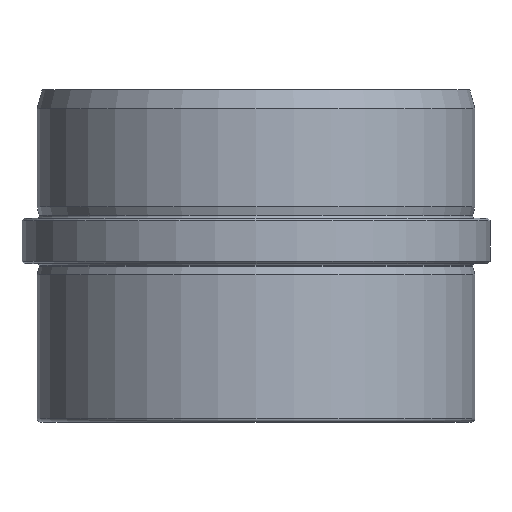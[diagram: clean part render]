
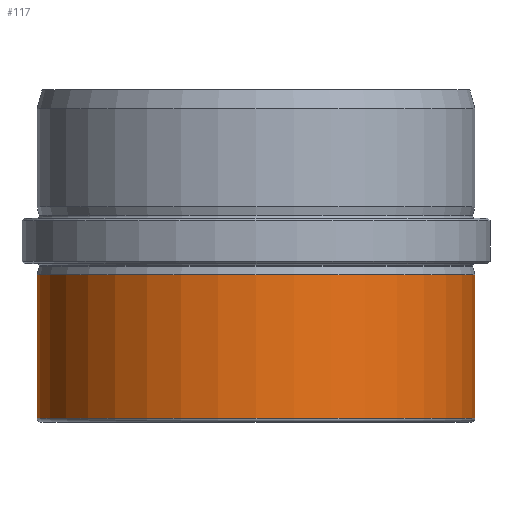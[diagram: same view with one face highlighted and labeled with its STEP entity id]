
A CAD part, front view. The second image highlights one B-rep face of the part: STEP entity #117.
In plain terms, the highlighted cylindrical face has radius 29 mm (diameter 58 mm), a partial arc.
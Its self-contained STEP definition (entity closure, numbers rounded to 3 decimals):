
#117=ADVANCED_FACE('',(#236),#237,.T.);
#236=FACE_OUTER_BOUND('',#356,.T.);
#237=CYLINDRICAL_SURFACE('',#357,29.0);
#356=EDGE_LOOP('',(#609,#610,#611,#612));
#357=AXIS2_PLACEMENT_3D('',#613,#614,#615);
#609=ORIENTED_EDGE('',*,*,#694,.T.);
#610=ORIENTED_EDGE('',*,*,#752,.T.);
#611=ORIENTED_EDGE('',*,*,#696,.T.);
#612=ORIENTED_EDGE('',*,*,#710,.T.);
#613=CARTESIAN_POINT('',(0.0,0.0,-6.25));
#614=DIRECTION('',(0.0,0.0,1.0));
#615=DIRECTION('',(1.0,0.0,0.0));
#694=EDGE_CURVE('',#819,#820,#821,.T.);
#696=EDGE_CURVE('',#824,#822,#825,.T.);
#710=EDGE_CURVE('',#822,#819,#843,.T.);
#752=EDGE_CURVE('',#820,#824,#901,.T.);
#819=VERTEX_POINT('',#976);
#820=VERTEX_POINT('',#977);
#821=LINE('',#978,#979);
#822=VERTEX_POINT('',#980);
#824=VERTEX_POINT('',#982);
#825=LINE('',#983,#984);
#843=CIRCLE('',#1006,29.0);
#901=CIRCLE('',#1074,29.0);
#976=CARTESIAN_POINT('',(29.0,0.0,-26.5));
#977=CARTESIAN_POINT('',(29.0,0.0,-7.5));
#978=CARTESIAN_POINT('',(29.0,0.,-17.0));
#979=VECTOR('',#1136,1.0);
#980=CARTESIAN_POINT('',(-29.0,0.,-26.5));
#982=CARTESIAN_POINT('',(-29.0,0.,-7.5));
#983=CARTESIAN_POINT('',(-29.0,0.,-17.0));
#984=VECTOR('',#1140,1.0);
#1006=AXIS2_PLACEMENT_3D('',#1163,#1164,#1165);
#1074=AXIS2_PLACEMENT_3D('',#1236,#1237,#1238);
#1136=DIRECTION('',(0.0,0.0,1.0));
#1140=DIRECTION('',(-0.0,-0.0,-1.0));
#1163=CARTESIAN_POINT('',(0.0,0.0,-26.5));
#1164=DIRECTION('',(0.0,0.0,1.0));
#1165=DIRECTION('',(1.0,0.0,0.0));
#1236=CARTESIAN_POINT('',(0.0,0.0,-7.5));
#1237=DIRECTION('',(0.0,0.0,-1.0));
#1238=DIRECTION('',(1.0,0.0,0.0));
